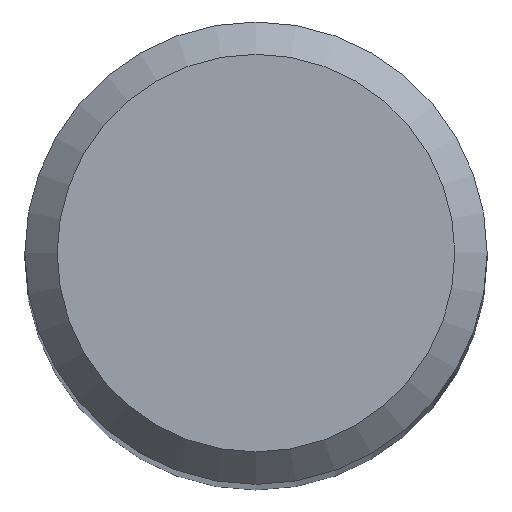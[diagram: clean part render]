
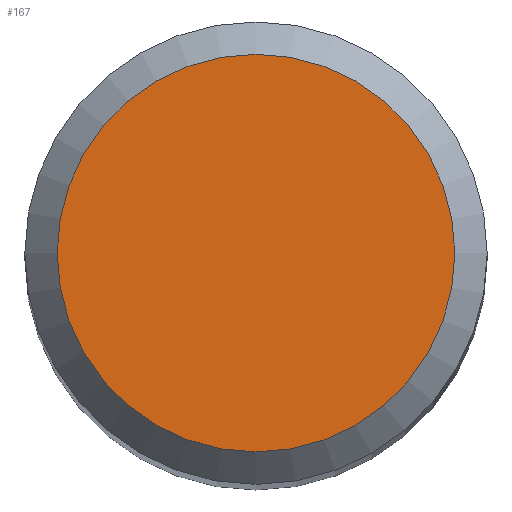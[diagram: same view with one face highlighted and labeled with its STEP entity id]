
A CAD part, top view. The second image highlights one B-rep face of the part: STEP entity #167.
In plain terms, the highlighted planar face has unit normal (0, 0, 1).
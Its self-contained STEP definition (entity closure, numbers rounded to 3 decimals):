
#20 = DIRECTION ( 'NONE',  ( 0., 1., 0. ) ) ;
#21 = CARTESIAN_POINT ( 'NONE',  ( 0., 2.15, 50. ) ) ;
#23 = DIRECTION ( 'NONE',  ( 0., 0., -1. ) ) ;
#38 = VERTEX_POINT ( 'NONE', #21 ) ;
#54 = CARTESIAN_POINT ( 'NONE',  ( 0., 0., 50. ) ) ;
#69 = EDGE_LOOP ( 'NONE', ( #190 ) ) ;
#106 = EDGE_CURVE ( 'NONE', #38, #38, #114, .T. ) ;
#114 = CIRCLE ( 'NONE', #197, 2.15 ) ;
#143 = CARTESIAN_POINT ( 'NONE',  ( 0., 0., 50. ) ) ;
#161 = DIRECTION ( 'NONE',  ( 0., 1., 0. ) ) ;
#167 = ADVANCED_FACE ( 'NONE', ( #175 ), #177, .F. ) ;
#175 = FACE_OUTER_BOUND ( 'NONE', #69, .T. ) ;
#177 = PLANE ( 'NONE',  #213 ) ;
#190 = ORIENTED_EDGE ( 'NONE', *, *, #106, .F. ) ;
#197 = AXIS2_PLACEMENT_3D ( 'NONE', #54, #23, #20 ) ;
#200 = DIRECTION ( 'NONE',  ( 0., 0., -1. ) ) ;
#213 = AXIS2_PLACEMENT_3D ( 'NONE', #143, #200, #161 ) ;
